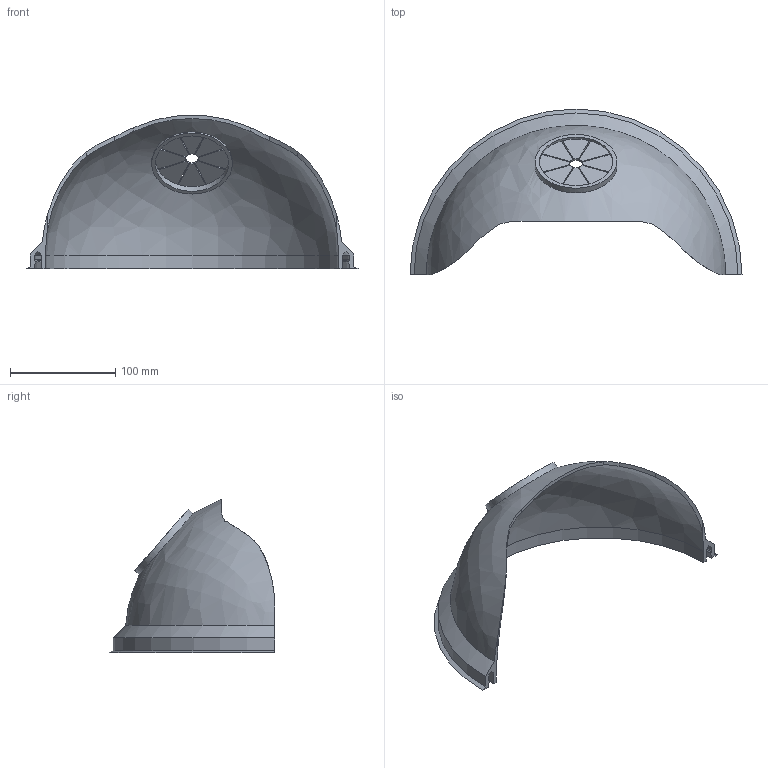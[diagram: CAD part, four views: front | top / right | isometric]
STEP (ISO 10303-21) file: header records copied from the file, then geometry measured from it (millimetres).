
FILE_DESCRIPTION(/* description */ (''),/* implementation_level */ '2;1');
FILE_NAME(/* name */ 'concrete mixer.step',/* time_stamp */ '2023-09-18T16:50:24-04:00',/* author */ (''),/* organization */ (''),/* preprocessor_version */ 'ST-DEVELOPER v20',/* originating_system */ 'Autodesk Translation Framework v12.9.0.99',/* authorisation */ '');
FILE_SCHEMA (('AUTOMOTIVE_DESIGN { 1 0 10303 214 3 1 1 }'));
Length unit declared in the file: inch
Products named in the file (1): concrete mixer
Bounding box: 314.96 x 157.48 x 145.39 mm (x, y, z)
Volume: 236582.6 mm3; surface area: 143976.2 mm2
Topology: 1 solids, 1 shells, 69 faces, 178 edges, 119 vertices
Faces by surface type: plane 39, cylinder 21, cone 5, bspline 2, torus 2
Full cylindrical faces by diameter (mm): 69.85 x1, 76.708 x1, 77.47 x1
Entity records: 2415 total; most frequent: CARTESIAN_POINT 676, ORIENTED_EDGE 356, DIRECTION 346, EDGE_CURVE 178, AXIS2_PLACEMENT_3D 124, VERTEX_POINT 119, LINE 98, VECTOR 98
